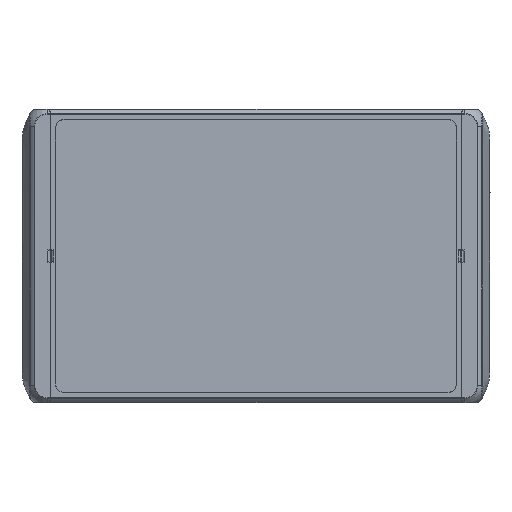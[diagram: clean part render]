
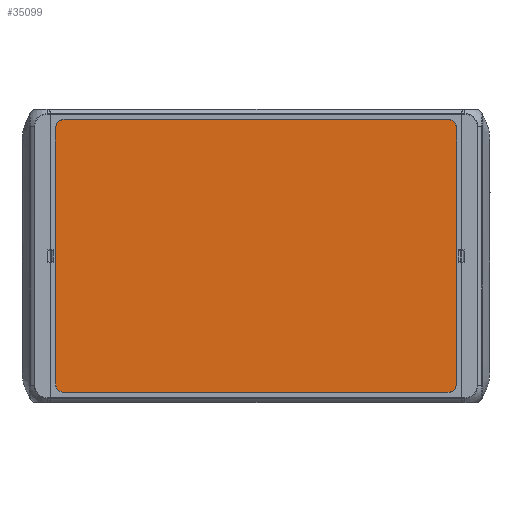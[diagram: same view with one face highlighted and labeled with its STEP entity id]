
A CAD part, top view. The second image highlights one B-rep face of the part: STEP entity #35099.
In plain terms, the highlighted planar face has unit normal (0, 0, 1).
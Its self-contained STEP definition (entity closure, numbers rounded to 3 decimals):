
#3330=PLANE('',#38668);
#5135=FACE_OUTER_BOUND('',#7445,.T.);
#7445=EDGE_LOOP('',(#30408,#30409,#30410,#30411,#30412,#30413,#30414,#30415));
#9774=LINE('',#86342,#12137);
#9777=LINE('',#86350,#12140);
#9780=LINE('',#86358,#12143);
#9782=LINE('',#86364,#12145);
#12137=VECTOR('',#47391,148.014);
#12140=VECTOR('',#47400,222.014);
#12143=VECTOR('',#47409,148.014);
#12145=VECTOR('',#47417,222.014);
#13394=ELLIPSE('',#38603,5.014,5.);
#13395=ELLIPSE('',#38606,5.014,5.);
#13396=ELLIPSE('',#38609,5.014,5.);
#13397=ELLIPSE('',#38612,5.014,5.);
#16219=VERTEX_POINT('',#86334);
#16220=VERTEX_POINT('',#86335);
#16221=VERTEX_POINT('',#86340);
#16222=VERTEX_POINT('',#86344);
#16223=VERTEX_POINT('',#86348);
#16224=VERTEX_POINT('',#86352);
#16225=VERTEX_POINT('',#86356);
#16226=VERTEX_POINT('',#86360);
#21003=EDGE_CURVE('',#16219,#16220,#13394,.T.);
#21007=EDGE_CURVE('',#16220,#16221,#9774,.T.);
#21008=EDGE_CURVE('',#16221,#16222,#13395,.T.);
#21011=EDGE_CURVE('',#16222,#16223,#9777,.T.);
#21012=EDGE_CURVE('',#16223,#16224,#13396,.T.);
#21015=EDGE_CURVE('',#16224,#16225,#9780,.T.);
#21016=EDGE_CURVE('',#16225,#16226,#13397,.T.);
#21018=EDGE_CURVE('',#16226,#16219,#9782,.T.);
#30408=ORIENTED_EDGE('',*,*,#21003,.T.);
#30409=ORIENTED_EDGE('',*,*,#21007,.T.);
#30410=ORIENTED_EDGE('',*,*,#21008,.T.);
#30411=ORIENTED_EDGE('',*,*,#21011,.T.);
#30412=ORIENTED_EDGE('',*,*,#21012,.T.);
#30413=ORIENTED_EDGE('',*,*,#21015,.T.);
#30414=ORIENTED_EDGE('',*,*,#21016,.T.);
#30415=ORIENTED_EDGE('',*,*,#21018,.T.);
#35099=ADVANCED_FACE('',(#5135),#3330,.T.);
#38603=AXIS2_PLACEMENT_3D('',#86336,#47384,#47385);
#38606=AXIS2_PLACEMENT_3D('',#86345,#47394,#47395);
#38609=AXIS2_PLACEMENT_3D('',#86353,#47403,#47404);
#38612=AXIS2_PLACEMENT_3D('',#86361,#47412,#47413);
#38668=AXIS2_PLACEMENT_3D('',#86676,#47553,#47554);
#47384=DIRECTION('center_axis',(0.,0.,1.));
#47385=DIRECTION('ref_axis',(-0.707,0.707,0.));
#47391=DIRECTION('',(0.,-1.,0.));
#47394=DIRECTION('center_axis',(0.,0.,1.));
#47395=DIRECTION('ref_axis',(-0.707,-0.707,0.));
#47400=DIRECTION('',(1.,0.,0.));
#47403=DIRECTION('center_axis',(0.,0.,1.));
#47404=DIRECTION('ref_axis',(0.707,-0.707,0.));
#47409=DIRECTION('',(0.,1.,0.));
#47412=DIRECTION('center_axis',(0.,0.,1.));
#47413=DIRECTION('ref_axis',(0.707,0.707,0.));
#47417=DIRECTION('',(-1.,0.,0.));
#47553=DIRECTION('center_axis',(0.,0.,1.));
#47554=DIRECTION('ref_axis',(1.,0.,0.));
#86334=CARTESIAN_POINT('',(-111.007,79.,18.));
#86335=CARTESIAN_POINT('',(-116.,74.007,18.));
#86336=CARTESIAN_POINT('Origin',(-110.993,73.993,18.));
#86340=CARTESIAN_POINT('',(-116.,-74.007,18.));
#86342=CARTESIAN_POINT('',(-116.,-79.,18.));
#86344=CARTESIAN_POINT('',(-111.007,-79.,18.));
#86345=CARTESIAN_POINT('Origin',(-110.993,-73.993,18.));
#86348=CARTESIAN_POINT('',(111.007,-79.,18.));
#86350=CARTESIAN_POINT('',(116.,-79.,18.));
#86352=CARTESIAN_POINT('',(116.,-74.007,18.));
#86353=CARTESIAN_POINT('Origin',(110.993,-73.993,18.));
#86356=CARTESIAN_POINT('',(116.,74.007,18.));
#86358=CARTESIAN_POINT('',(116.,79.,18.));
#86360=CARTESIAN_POINT('',(111.007,79.,18.));
#86361=CARTESIAN_POINT('Origin',(110.993,73.993,18.));
#86364=CARTESIAN_POINT('',(-116.,79.,18.));
#86676=CARTESIAN_POINT('Origin',(0.,0.,
18.));
